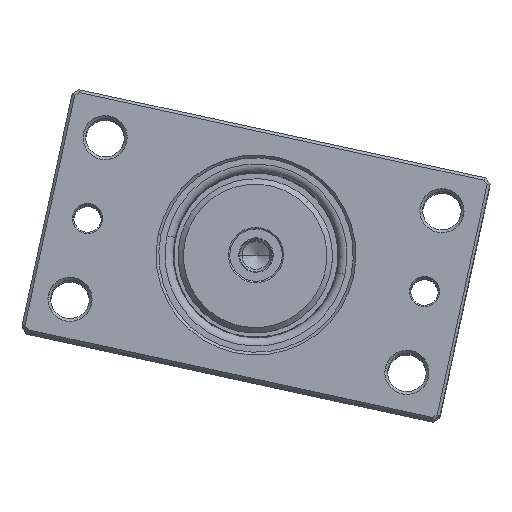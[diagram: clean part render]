
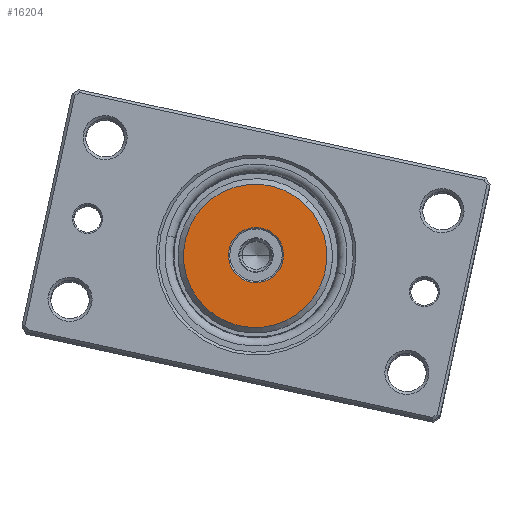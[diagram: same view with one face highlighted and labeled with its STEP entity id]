
A CAD part, top view. The second image highlights one B-rep face of the part: STEP entity #16204.
In plain terms, the highlighted face is planar.
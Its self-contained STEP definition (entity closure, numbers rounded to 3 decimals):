
#1698 = AXIS2_PLACEMENT_3D ( 'NONE', #28918, #65740, #34163 ) ;
#2745 = AXIS2_PLACEMENT_3D ( 'NONE', #56097, #24507, #61342 ) ;
#3850 = CARTESIAN_POINT ( 'NONE',  ( 0., 50., 0.424 ) ) ;
#3886 = EDGE_CURVE ( 'NONE', #32395, #42038, #41998, .T. ) ;
#6135 = CIRCLE ( 'NONE', #7109, 26. ) ;
#7109 = AXIS2_PLACEMENT_3D ( 'NONE', #3850, #40692, #9140 ) ;
#7162 = ORIENTED_EDGE ( 'NONE', *, *, #62713, .T. ) ;
#8013 = VERTEX_POINT ( 'NONE', #9479 ) ;
#9140 = DIRECTION ( 'NONE',  ( 0., 0., 1. ) ) ;
#9479 = CARTESIAN_POINT ( 'NONE',  ( 0., 50., 26.424 ) ) ;
#11916 = DIRECTION ( 'NONE',  ( 0., 0., 1. ) ) ;
#15350 = CIRCLE ( 'NONE', #1698, 26. ) ;
#15897 = EDGE_CURVE ( 'NONE', #43425, #8013, #6135, .T. ) ;
#16204 = ADVANCED_FACE ( 'NONE', ( #35675, #62032 ), #32809, .T. ) ;
#22866 = EDGE_CURVE ( 'NONE', #42038, #32395, #30370, .T. ) ;
#23116 = AXIS2_PLACEMENT_3D ( 'NONE', #26303, #63113, #31555 ) ;
#24507 = DIRECTION ( 'NONE',  ( 0., -1., 0. ) ) ;
#26303 = CARTESIAN_POINT ( 'NONE',  ( 0., 50., 0. ) ) ;
#28195 = CARTESIAN_POINT ( 'NONE',  ( 0., 50., -25.576 ) ) ;
#28918 = CARTESIAN_POINT ( 'NONE',  ( 0., 50., 0.424 ) ) ;
#30370 = CIRCLE ( 'NONE', #2745, 10. ) ;
#30967 = ORIENTED_EDGE ( 'NONE', *, *, #3886, .T. ) ;
#31555 = DIRECTION ( 'NONE',  ( 0., 0., 1. ) ) ;
#32395 = VERTEX_POINT ( 'NONE', #60696 ) ;
#32809 = PLANE ( 'NONE',  #62229 ) ;
#34163 = DIRECTION ( 'NONE',  ( 0., 0., 1. ) ) ;
#35675 = FACE_BOUND ( 'NONE', #56635, .T. ) ;
#36476 = ORIENTED_EDGE ( 'NONE', *, *, #15897, .T. ) ;
#40692 = DIRECTION ( 'NONE',  ( 0., 1., 0. ) ) ;
#41998 = CIRCLE ( 'NONE', #23116, 10. ) ;
#42038 = VERTEX_POINT ( 'NONE', #60584 ) ;
#43425 = VERTEX_POINT ( 'NONE', #28195 ) ;
#43464 = DIRECTION ( 'NONE',  ( 0., 1., 0. ) ) ;
#44345 = EDGE_LOOP ( 'NONE', ( #36476, #7162 ) ) ;
#53830 = CARTESIAN_POINT ( 'NONE',  ( 0., 50., 0.424 ) ) ;
#56097 = CARTESIAN_POINT ( 'NONE',  ( 0., 50., 0. ) ) ;
#56635 = EDGE_LOOP ( 'NONE', ( #30967, #65888 ) ) ;
#60584 = CARTESIAN_POINT ( 'NONE',  ( 0., 50., -10. ) ) ;
#60696 = CARTESIAN_POINT ( 'NONE',  ( 0., 50., 10. ) ) ;
#61342 = DIRECTION ( 'NONE',  ( 0., 0., 1. ) ) ;
#62032 = FACE_OUTER_BOUND ( 'NONE', #44345, .T. ) ;
#62229 = AXIS2_PLACEMENT_3D ( 'NONE', #53830, #43464, #11916 ) ;
#62713 = EDGE_CURVE ( 'NONE', #8013, #43425, #15350, .T. ) ;
#63113 = DIRECTION ( 'NONE',  ( 0., -1., 0. ) ) ;
#65740 = DIRECTION ( 'NONE',  ( 0., 1., 0. ) ) ;
#65888 = ORIENTED_EDGE ( 'NONE', *, *, #22866, .T. ) ;
